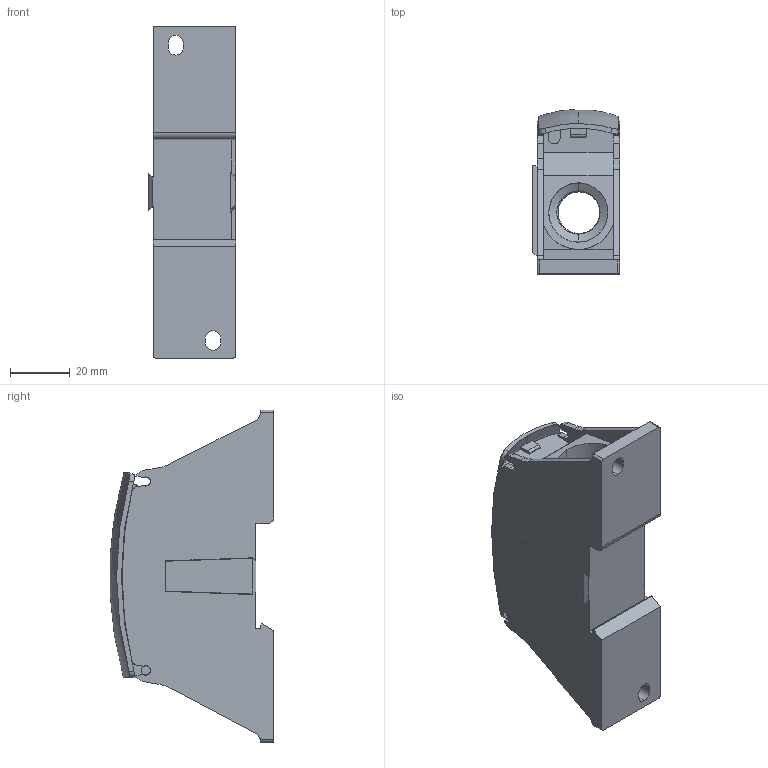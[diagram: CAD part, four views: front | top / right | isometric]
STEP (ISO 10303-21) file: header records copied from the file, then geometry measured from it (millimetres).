
FILE_DESCRIPTION(('STEP AP203'),'1');
FILE_NAME('sb160.stp','2024-05-30T16:57:11',('TraceParts'),('TraceParts S.A.'),'Spatial InterOp 3D',' ',' ');
FILE_SCHEMA(('CONFIG_CONTROL_DESIGN'));
Length unit declared in the file: millimetre
Products named in the file (1): 1
Bounding box: 29.29 x 54.83 x 111.06 mm (x, y, z)
Volume: 66356.6 mm3; surface area: 39227.9 mm2
Topology: 3 solids, 5 shells, 247 faces, 684 edges, 444 vertices
Faces by surface type: plane 125, cylinder 101, cone 8, torus 8, bspline 5
Entity records: 8347 total; most frequent: CARTESIAN_POINT 2052, ORIENTED_EDGE 1360, DIRECTION 1257, EDGE_CURVE 680, VERTEX_POINT 444, AXIS2_PLACEMENT_3D 419, LINE 419, VECTOR 419
